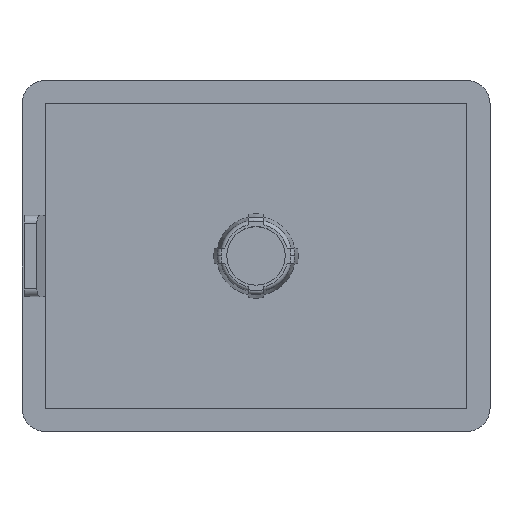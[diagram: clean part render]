
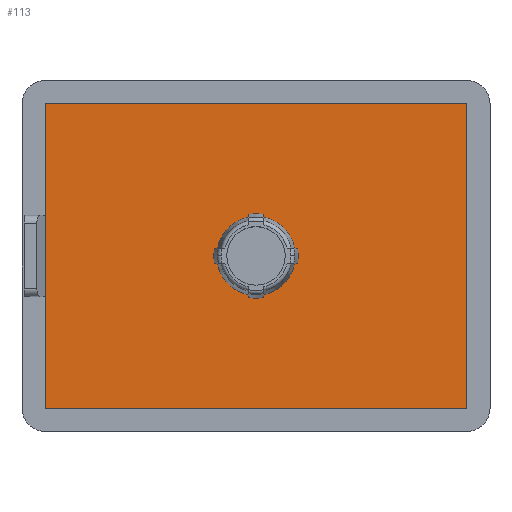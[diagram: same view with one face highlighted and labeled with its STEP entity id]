
A CAD part, top view. The second image highlights one B-rep face of the part: STEP entity #113.
In plain terms, the highlighted planar face has unit normal (0, 0, 1).
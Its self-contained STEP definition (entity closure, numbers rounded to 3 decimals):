
#113=ADVANCED_FACE('NONE',(#284,#285),#286,.T.);
#284=FACE_OUTER_BOUND('',#511,.T.);
#285=FACE_BOUND('',#512,.T.);
#286=PLANE('',#513);
#511=EDGE_LOOP('',(#783,#784,#785,#786));
#512=EDGE_LOOP('',(#787,#788,#789,#790,#791,#792,#793,#794,#795,#796,#797,#798,#799,#800,#801,#802,#803,#804));
#513=AXIS2_PLACEMENT_3D('',#805,#806,#807);
#783=ORIENTED_EDGE('',*,*,#1412,.T.);
#784=ORIENTED_EDGE('',*,*,#1413,.T.);
#785=ORIENTED_EDGE('',*,*,#1414,.T.);
#786=ORIENTED_EDGE('',*,*,#1415,.T.);
#787=ORIENTED_EDGE('',*,*,#1416,.F.);
#788=ORIENTED_EDGE('',*,*,#1417,.F.);
#789=ORIENTED_EDGE('',*,*,#1418,.F.);
#790=ORIENTED_EDGE('',*,*,#1419,.F.);
#791=ORIENTED_EDGE('',*,*,#1420,.F.);
#792=ORIENTED_EDGE('',*,*,#1421,.F.);
#793=ORIENTED_EDGE('',*,*,#1422,.F.);
#794=ORIENTED_EDGE('',*,*,#1392,.F.);
#795=ORIENTED_EDGE('',*,*,#1423,.F.);
#796=ORIENTED_EDGE('',*,*,#1424,.F.);
#797=ORIENTED_EDGE('',*,*,#1425,.F.);
#798=ORIENTED_EDGE('',*,*,#1426,.F.);
#799=ORIENTED_EDGE('',*,*,#1427,.F.);
#800=ORIENTED_EDGE('',*,*,#1428,.F.);
#801=ORIENTED_EDGE('',*,*,#1429,.F.);
#802=ORIENTED_EDGE('',*,*,#1430,.F.);
#803=ORIENTED_EDGE('',*,*,#1373,.F.);
#804=ORIENTED_EDGE('',*,*,#1431,.F.);
#805=CARTESIAN_POINT('',(-27.0,-19.5,3.0));
#806=DIRECTION('',(-0.0,0.0,1.0));
#807=DIRECTION('',(1.0,0.0,0.0));
#1373=EDGE_CURVE('NONE',#1636,#1638,#1639,.T.);
#1392=EDGE_CURVE('NONE',#1667,#1669,#1670,.T.);
#1412=EDGE_CURVE('NONE',#1706,#1707,#1708,.T.);
#1413=EDGE_CURVE('NONE',#1707,#1709,#1710,.T.);
#1414=EDGE_CURVE('NONE',#1709,#1711,#1712,.T.);
#1415=EDGE_CURVE('NONE',#1711,#1706,#1713,.T.);
#1416=EDGE_CURVE('NONE',#1714,#1715,#1716,.T.);
#1417=EDGE_CURVE('NONE',#1717,#1714,#1718,.T.);
#1418=EDGE_CURVE('NONE',#1719,#1717,#1720,.T.);
#1419=EDGE_CURVE('NONE',#1721,#1719,#1722,.T.);
#1420=EDGE_CURVE('NONE',#1723,#1721,#1724,.T.);
#1421=EDGE_CURVE('NONE',#1725,#1723,#1726,.T.);
#1422=EDGE_CURVE('NONE',#1669,#1725,#1727,.T.);
#1423=EDGE_CURVE('NONE',#1728,#1667,#1729,.T.);
#1424=EDGE_CURVE('NONE',#1730,#1728,#1731,.T.);
#1425=EDGE_CURVE('NONE',#1732,#1730,#1733,.T.);
#1426=EDGE_CURVE('NONE',#1734,#1732,#1735,.T.);
#1427=EDGE_CURVE('NONE',#1736,#1734,#1737,.T.);
#1428=EDGE_CURVE('NONE',#1738,#1736,#1739,.T.);
#1429=EDGE_CURVE('NONE',#1740,#1738,#1741,.T.);
#1430=EDGE_CURVE('NONE',#1638,#1740,#1742,.T.);
#1431=EDGE_CURVE('NONE',#1715,#1636,#1743,.T.);
#1636=VERTEX_POINT('',#2017);
#1638=VERTEX_POINT('NONE',#2020);
#1639=CIRCLE('',#2021,5.4);
#1667=VERTEX_POINT('NONE',#2061);
#1669=VERTEX_POINT('NONE',#2064);
#1670=CIRCLE('',#2065,5.4);
#1706=VERTEX_POINT('NONE',#2114);
#1707=VERTEX_POINT('NONE',#2115);
#1708=LINE('',#2116,#2117);
#1709=VERTEX_POINT('NONE',#2118);
#1710=LINE('',#2119,#2120);
#1711=VERTEX_POINT('NONE',#2121);
#1712=LINE('',#2122,#2123);
#1713=LINE('',#2124,#2125);
#1714=VERTEX_POINT('NONE',#2126);
#1715=VERTEX_POINT('NONE',#2127);
#1716=LINE('',#2128,#2129);
#1717=VERTEX_POINT('NONE',#2130);
#1718=CIRCLE('',#2131,5.05);
#1719=VERTEX_POINT('NONE',#2132);
#1720=LINE('',#2133,#2134);
#1721=VERTEX_POINT('NONE',#2135);
#1722=CIRCLE('',#2136,5.4);
#1723=VERTEX_POINT('NONE',#2137);
#1724=LINE('',#2138,#2139);
#1725=VERTEX_POINT('NONE',#2140);
#1726=CIRCLE('',#2141,5.05);
#1727=LINE('',#2142,#2143);
#1728=VERTEX_POINT('NONE',#2144);
#1729=CIRCLE('',#2145,5.4);
#1730=VERTEX_POINT('NONE',#2146);
#1731=LINE('',#2147,#2148);
#1732=VERTEX_POINT('NONE',#2149);
#1733=CIRCLE('',#2150,5.05);
#1734=VERTEX_POINT('NONE',#2151);
#1735=LINE('',#2152,#2153);
#1736=VERTEX_POINT('NONE',#2154);
#1737=CIRCLE('',#2155,5.4);
#1738=VERTEX_POINT('NONE',#2156);
#1739=LINE('',#2157,#2158);
#1740=VERTEX_POINT('NONE',#2159);
#1741=CIRCLE('',#2160,5.05);
#1742=LINE('',#2161,#2162);
#1743=CIRCLE('',#2163,5.4);
#2017=CARTESIAN_POINT('',(5.4,0.,3.0));
#2020=CARTESIAN_POINT('',(5.307,1.0,3.0));
#2021=AXIS2_PLACEMENT_3D('',#2611,#2612,#2613);
#2061=CARTESIAN_POINT('',(-5.4,0.0,3.0));
#2064=CARTESIAN_POINT('',(-5.307,-1.,3.0));
#2065=AXIS2_PLACEMENT_3D('',#2640,#2641,#2642);
#2114=CARTESIAN_POINT('',(-27.0,19.5,3.0));
#2115=CARTESIAN_POINT('',(-27.0,-19.5,3.0));
#2116=CARTESIAN_POINT('',(-27.0,19.5,3.0));
#2117=VECTOR('',#2668,1000.0);
#2118=CARTESIAN_POINT('',(27.0,-19.5,3.0));
#2119=CARTESIAN_POINT('',(-27.0,-19.5,3.0));
#2120=VECTOR('',#2669,1000.0);
#2121=CARTESIAN_POINT('',(27.0,19.5,3.0));
#2122=CARTESIAN_POINT('',(27.0,19.5,3.0));
#2123=VECTOR('',#2670,1000.0);
#2124=CARTESIAN_POINT('',(-27.0,19.5,3.0));
#2125=VECTOR('',#2671,1000.0);
#2126=CARTESIAN_POINT('',(4.95,-1.,3.0));
#2127=CARTESIAN_POINT('',(5.307,-1.0,3.0));
#2128=CARTESIAN_POINT('',(4.95,-1.0,3.0));
#2129=VECTOR('',#2672,1000.0);
#2130=CARTESIAN_POINT('',(1.0,-4.95,3.0));
#2131=AXIS2_PLACEMENT_3D('',#2673,#2674,#2675);
#2132=CARTESIAN_POINT('',(1.0,-5.307,3.0));
#2133=CARTESIAN_POINT('',(1.0,-4.95,3.0));
#2134=VECTOR('',#2676,1000.0);
#2135=CARTESIAN_POINT('',(-1.,-5.307,3.0));
#2136=AXIS2_PLACEMENT_3D('',#2677,#2678,#2679);
#2137=CARTESIAN_POINT('',(-1.,-4.95,3.0));
#2138=CARTESIAN_POINT('',(-1.,-4.95,3.0));
#2139=VECTOR('',#2680,1000.0);
#2140=CARTESIAN_POINT('',(-4.95,-1.0,3.0));
#2141=AXIS2_PLACEMENT_3D('',#2681,#2682,#2683);
#2142=CARTESIAN_POINT('',(-5.307,-1.0,3.0));
#2143=VECTOR('',#2684,1000.0);
#2144=CARTESIAN_POINT('',(-5.307,1.0,3.0));
#2145=AXIS2_PLACEMENT_3D('',#2685,#2686,#2687);
#2146=CARTESIAN_POINT('',(-4.95,1.0,3.0));
#2147=CARTESIAN_POINT('',(-5.307,1.0,3.0));
#2148=VECTOR('',#2688,1000.0);
#2149=CARTESIAN_POINT('',(-1.,4.95,3.0));
#2150=AXIS2_PLACEMENT_3D('',#2689,#2690,#2691);
#2151=CARTESIAN_POINT('',(-1.,5.307,3.0));
#2152=CARTESIAN_POINT('',(-1.,5.307,3.0));
#2153=VECTOR('',#2692,1000.0);
#2154=CARTESIAN_POINT('',(1.0,5.307,3.0));
#2155=AXIS2_PLACEMENT_3D('',#2693,#2694,#2695);
#2156=CARTESIAN_POINT('',(1.0,4.95,3.0));
#2157=CARTESIAN_POINT('',(1.0,5.307,3.0));
#2158=VECTOR('',#2696,1000.0);
#2159=CARTESIAN_POINT('',(4.95,1.0,3.0));
#2160=AXIS2_PLACEMENT_3D('',#2697,#2698,#2699);
#2161=CARTESIAN_POINT('',(4.95,1.0,3.0));
#2162=VECTOR('',#2700,1000.0);
#2163=AXIS2_PLACEMENT_3D('',#2701,#2702,#2703);
#2611=CARTESIAN_POINT('',(0.0,0.0,3.0));
#2612=DIRECTION('',(0.0,0.0,1.0));
#2613=DIRECTION('',(1.0,0.0,0.0));
#2640=CARTESIAN_POINT('',(0.0,0.0,3.0));
#2641=DIRECTION('',(0.0,0.0,1.0));
#2642=DIRECTION('',(1.0,0.0,0.0));
#2668=DIRECTION('',(0.,-1.0,0.0));
#2669=DIRECTION('',(1.0,0.,0.0));
#2670=DIRECTION('',(0.,1.0,-0.0));
#2671=DIRECTION('',(-1.0,-0.0,-0.0));
#2672=DIRECTION('',(1.0,0.0,0.0));
#2673=CARTESIAN_POINT('',(0.0,0.0,3.0));
#2674=DIRECTION('',(0.0,0.0,1.0));
#2675=DIRECTION('',(1.0,0.0,0.0));
#2676=DIRECTION('',(0.,1.0,-0.0));
#2677=CARTESIAN_POINT('',(0.0,0.0,3.0));
#2678=DIRECTION('',(0.0,0.0,1.0));
#2679=DIRECTION('',(1.0,0.0,0.0));
#2680=DIRECTION('',(0.0,-1.0,0.0));
#2681=CARTESIAN_POINT('',(0.0,0.0,3.0));
#2682=DIRECTION('',(0.0,0.0,1.0));
#2683=DIRECTION('',(1.0,0.0,0.0));
#2684=DIRECTION('',(1.0,0.0,0.0));
#2685=CARTESIAN_POINT('',(0.0,0.0,3.0));
#2686=DIRECTION('',(0.0,0.0,1.0));
#2687=DIRECTION('',(1.0,0.0,0.0));
#2688=DIRECTION('',(-1.0,-0.0,-0.0));
#2689=CARTESIAN_POINT('',(0.0,0.0,3.0));
#2690=DIRECTION('',(0.0,0.0,1.0));
#2691=DIRECTION('',(1.0,0.0,0.0));
#2692=DIRECTION('',(0.0,-1.0,0.0));
#2693=CARTESIAN_POINT('',(0.0,0.0,3.0));
#2694=DIRECTION('',(0.0,0.0,1.0));
#2695=DIRECTION('',(1.0,0.0,0.0));
#2696=DIRECTION('',(0.,1.0,-0.0));
#2697=CARTESIAN_POINT('',(0.0,0.0,3.0));
#2698=DIRECTION('',(0.0,0.0,1.0));
#2699=DIRECTION('',(1.0,0.0,0.0));
#2700=DIRECTION('',(-1.0,-0.0,-0.0));
#2701=CARTESIAN_POINT('',(0.0,0.0,3.0));
#2702=DIRECTION('',(0.0,0.0,1.0));
#2703=DIRECTION('',(1.0,0.0,0.0));
